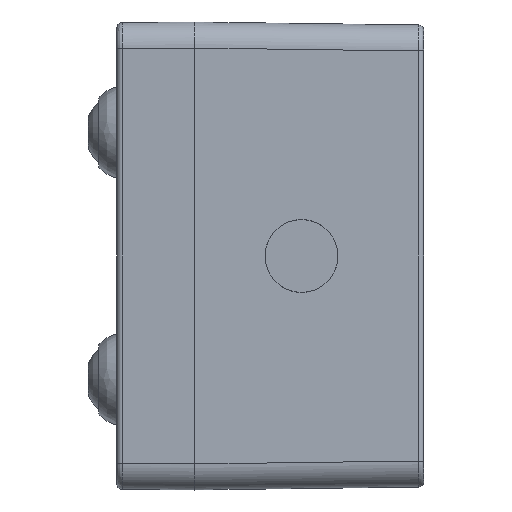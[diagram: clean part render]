
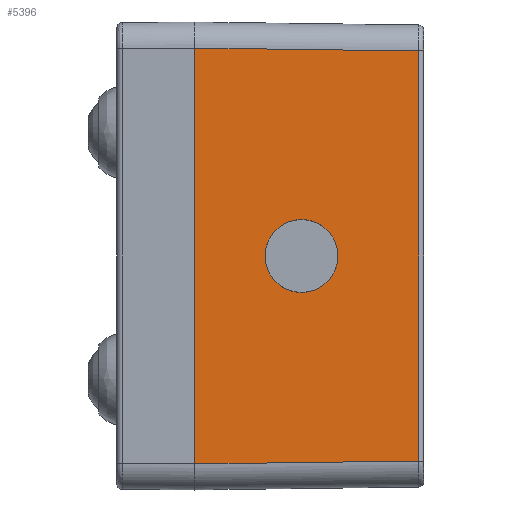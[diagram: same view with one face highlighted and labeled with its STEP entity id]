
A CAD part, left-side view. The second image highlights one B-rep face of the part: STEP entity #5396.
In plain terms, the highlighted planar face has unit normal (-1, -0.013, 0).
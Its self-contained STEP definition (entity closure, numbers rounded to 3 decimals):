
#69=CARTESIAN_POINT('',(-59.987,44.,39.987));
#71=DIRECTION('',(0.,0.,-1.));
#72=VECTOR('',#71,79.975);
#73=CARTESIAN_POINT('',(-59.987,44.,39.987));
#74=LINE('',#73,#72);
#1694=DIRECTION('',(-0.013,1.,0.013));
#1695=VECTOR('',#1694,43.02);
#1696=CARTESIAN_POINT('',(-59.424,0.987,
39.424));
#1697=LINE('',#1696,#1695);
#1698=DIRECTION('',(0.013,-1.,0.013));
#1699=VECTOR('',#1698,43.02);
#1700=CARTESIAN_POINT('',(-59.987,44.,-39.987));
#1701=LINE('',#1700,#1699);
#1702=CARTESIAN_POINT('',(-59.719,23.5,-7.));
#1703=CARTESIAN_POINT('',(-59.713,23.088,-7.));
#1704=CARTESIAN_POINT('',(-59.702,22.232,
-6.927));
#1705=CARTESIAN_POINT('',(-59.685,20.915,
-6.555));
#1706=CARTESIAN_POINT('',(-59.668,19.647,
-5.903));
#1707=CARTESIAN_POINT('',(-59.653,18.514,
-4.986));
#1708=CARTESIAN_POINT('',(-59.641,17.597,
-3.853));
#1709=CARTESIAN_POINT('',(-59.633,16.945,
-2.584));
#1710=CARTESIAN_POINT('',(-59.629,16.635,
-1.488));
#1711=CARTESIAN_POINT('',(-59.627,16.518,
-0.625));
#1712=CARTESIAN_POINT('',(-59.627,16.491,
0.));
#1713=CARTESIAN_POINT('',(-59.627,16.518,
0.625));
#1714=CARTESIAN_POINT('',(-59.629,16.635,1.488));
#1715=CARTESIAN_POINT('',(-59.633,16.945,2.584));
#1716=CARTESIAN_POINT('',(-59.641,17.597,3.853));
#1717=CARTESIAN_POINT('',(-59.653,18.514,4.986));
#1718=CARTESIAN_POINT('',(-59.668,19.647,5.903));
#1719=CARTESIAN_POINT('',(-59.685,20.915,6.555));
#1720=CARTESIAN_POINT('',(-59.702,22.232,6.927));
#1721=CARTESIAN_POINT('',(-59.713,23.088,7.));
#1722=CARTESIAN_POINT('',(-59.719,23.5,7.));
#1724=CARTESIAN_POINT('',(-59.719,23.5,7.));
#1725=CARTESIAN_POINT('',(-59.724,23.912,7.));
#1726=CARTESIAN_POINT('',(-59.735,24.768,6.927));
#1727=CARTESIAN_POINT('',(-59.752,26.085,6.555));
#1728=CARTESIAN_POINT('',(-59.769,27.353,5.903));
#1729=CARTESIAN_POINT('',(-59.784,28.486,4.986));
#1730=CARTESIAN_POINT('',(-59.796,29.403,3.853));
#1731=CARTESIAN_POINT('',(-59.804,30.055,2.584));
#1732=CARTESIAN_POINT('',(-59.808,30.365,1.488));
#1733=CARTESIAN_POINT('',(-59.81,30.482,
0.625));
#1734=CARTESIAN_POINT('',(-59.81,30.509,
0.));
#1735=CARTESIAN_POINT('',(-59.81,30.482,
-0.625));
#1736=CARTESIAN_POINT('',(-59.808,30.365,
-1.488));
#1737=CARTESIAN_POINT('',(-59.804,30.055,
-2.584));
#1738=CARTESIAN_POINT('',(-59.796,29.403,
-3.853));
#1739=CARTESIAN_POINT('',(-59.784,28.486,
-4.986));
#1740=CARTESIAN_POINT('',(-59.769,27.353,
-5.903));
#1741=CARTESIAN_POINT('',(-59.752,26.085,
-6.555));
#1742=CARTESIAN_POINT('',(-59.735,24.768,
-6.927));
#1743=CARTESIAN_POINT('',(-59.724,23.912,-7.));
#1744=CARTESIAN_POINT('',(-59.719,23.5,-7.));
#1751=CARTESIAN_POINT('',(-59.424,0.987,
39.424));
#1861=DIRECTION('',(0.,0.,-1.));
#1862=VECTOR('',#1861,78.849);
#1863=CARTESIAN_POINT('',(-59.424,0.987,
39.424));
#1864=LINE('',#1863,#1862);
#2321=VERTEX_POINT('',#1751);
#2322=CARTESIAN_POINT('',(-59.424,0.987,
-39.424));
#2323=VERTEX_POINT('',#2322);
#2379=VERTEX_POINT('',#1702);
#2380=VERTEX_POINT('',#1722);
#2385=VERTEX_POINT('',#69);
#2386=CARTESIAN_POINT('',(-59.987,44.,-39.987));
#2387=VERTEX_POINT('',#2386);
#5377=CARTESIAN_POINT('',(-60.,45.,-45.));
#5378=DIRECTION('',(-1.,-0.013,0.));
#5379=DIRECTION('',(0.,0.,-1.));
#5380=AXIS2_PLACEMENT_3D('',#5377,#5378,#5379);
#5381=PLANE('',#5380);
#5383=ORIENTED_EDGE('',*,*,#5382,.F.);
#5385=ORIENTED_EDGE('',*,*,#5384,.T.);
#5386=ORIENTED_EDGE('',*,*,#5369,.F.);
#5387=ORIENTED_EDGE('',*,*,#2744,.F.);
#5388=EDGE_LOOP('',(#5383,#5385,#5386,#5387));
#5389=FACE_OUTER_BOUND('',#5388,.F.);
#5391=ORIENTED_EDGE('',*,*,#5390,.T.);
#5393=ORIENTED_EDGE('',*,*,#5392,.T.);
#5394=EDGE_LOOP('',(#5391,#5393));
#5395=FACE_BOUND('',#5394,.F.);
#5396=ADVANCED_FACE('',(#5389,#5395),#5381,.T.);
#1723=B_SPLINE_CURVE_WITH_KNOTS('',3,(#1702,#1703,#1704,#1705,#1706,#1707,#1708,
#1709,#1710,#1711,#1712,#1713,#1714,#1715,#1716,#1717,#1718,#1719,#1720,#1721,
#1722),.UNSPECIFIED.,.F.,.F.,(4,1,1,1,1,1,1,1,1,1,1,1,1,1,1,1,1,1,4),(0.,
0.063,0.125,0.188,0.25,0.313,0.375,0.438,0.469,0.5,
0.531,0.563,0.625,0.688,0.75,0.813,0.875,0.938,1.),
.UNSPECIFIED.);
#1745=B_SPLINE_CURVE_WITH_KNOTS('',3,(#1724,#1725,#1726,#1727,#1728,#1729,#1730,
#1731,#1732,#1733,#1734,#1735,#1736,#1737,#1738,#1739,#1740,#1741,#1742,#1743,
#1744),.UNSPECIFIED.,.F.,.F.,(4,1,1,1,1,1,1,1,1,1,1,1,1,1,1,1,1,1,4),(0.,
0.063,0.125,0.188,0.25,0.313,0.375,0.438,0.469,0.5,
0.531,0.563,0.625,0.688,0.75,0.813,0.875,0.938,1.),
.UNSPECIFIED.);
#2744=EDGE_CURVE('',#2385,#2387,#74,.T.);
#5369=EDGE_CURVE('',#2387,#2323,#1701,.T.);
#5382=EDGE_CURVE('',#2321,#2385,#1697,.T.);
#5384=EDGE_CURVE('',#2321,#2323,#1864,.T.);
#5390=EDGE_CURVE('',#2379,#2380,#1723,.T.);
#5392=EDGE_CURVE('',#2380,#2379,#1745,.T.);
